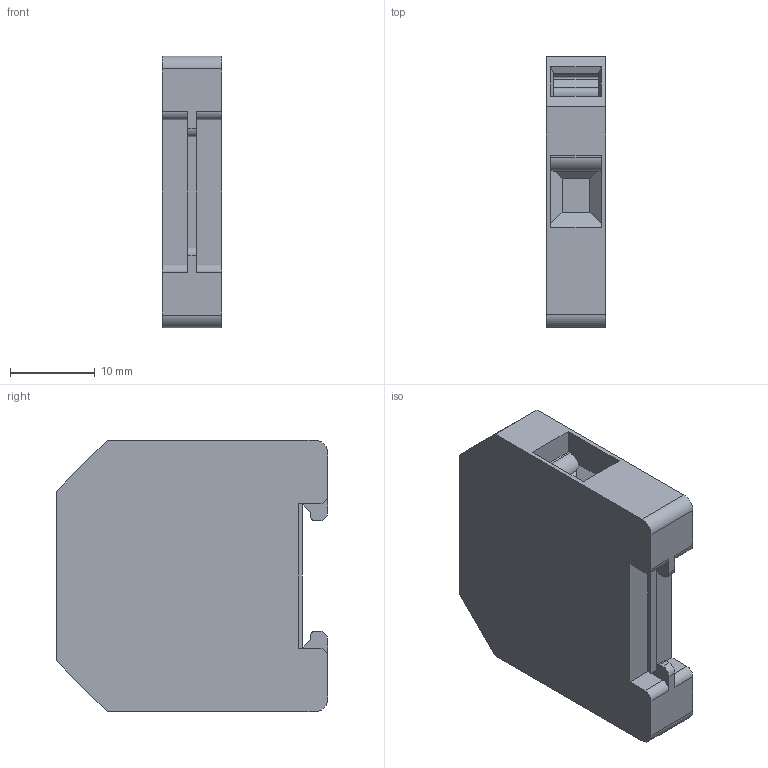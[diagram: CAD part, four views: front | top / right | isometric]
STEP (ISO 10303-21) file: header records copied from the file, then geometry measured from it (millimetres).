
FILE_DESCRIPTION((''),'2;1');
FILE_NAME('SL4015STEP','2012-03-07T',('Neumann'),(''),'PRO/ENGINEER BY PARAMETRIC TECHNOLOGY CORPORATION, 2007390','PRO/ENGINEER BY PARAMETRIC TECHNOLOGY CORPORATION, 2007390','');
FILE_SCHEMA(('CONFIG_CONTROL_DESIGN'));
Length unit declared in the file: millimetre
Products named in the file (1): SL4015STEP
Bounding box: 7 x 32 x 32 mm (x, y, z)
Volume: 5929.7 mm3; surface area: 3137.4 mm2
Topology: 1 solids, 1 shells, 111 faces, 282 edges, 180 vertices
Faces by surface type: plane 87, cylinder 24
Entity records: 3334 total; most frequent: CARTESIAN_POINT 585, ORIENTED_EDGE 564, DIRECTION 548, EDGE_CURVE 282, VECTOR 230, LINE 230, VERTEX_POINT 180, AXIS2_PLACEMENT_3D 159
